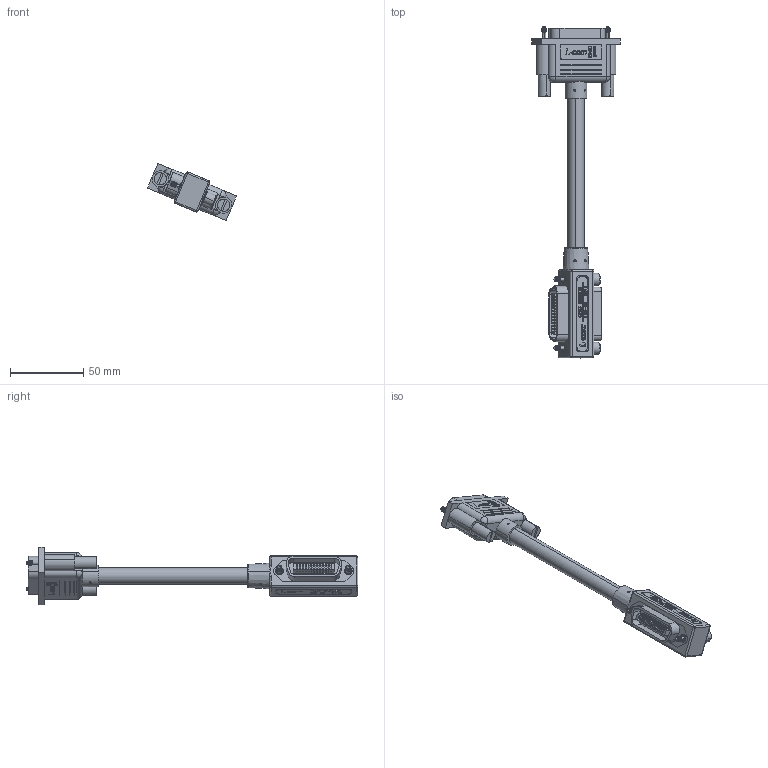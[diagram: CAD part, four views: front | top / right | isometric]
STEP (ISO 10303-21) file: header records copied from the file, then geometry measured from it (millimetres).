
FILE_DESCRIPTION (( 'STEP AP214' ), '1' );
FILE_NAME ('CMC24-05M.STEP', '2020-08-21T14:16:46', ( '' ), ( '' ), 'SwSTEP 2.0', 'SolidWorks 2018', '' );
FILE_SCHEMA (( 'AUTOMOTIVE_DESIGN' ));
Length unit declared in the file: inch
Products named in the file (13): 3AC03-021; CMC24-05M; 3AC01-009; 3AC01-008; 3AA07-013; 3AB05-003; 3AB05-011; 3AB05-004; MTN-064; MTN-065; 3AA07-027; 3AB05-012_cmc lables; 3AB05-005
Assembly tree (16 placements, depth 3):
  CMC24-05M
    3AC03-021
    3AB05-011
      MTN-064
      3AA07-013  x2
      3AB05-003
      3AB05-004
    3AC01-008  x2
    3AB05-012_cmc lables
      MTN-065
      3AA07-027  x2
      3AC01-009  x2
      3AB05-005
Bounding box: 60.5 x 225.93 x 39.1 mm (x, y, z)
Volume: 73839.2 mm3; surface area: 39075.9 mm2
Topology: 14 solids, 14 shells, 3880 faces, 9798 edges, 6403 vertices
Faces by surface type: plane 2512, bspline 531, cylinder 519, cone 292, torus 14, sphere 12
Entity records: 129418 total; most frequent: CARTESIAN_POINT 35150, ORIENTED_EDGE 16090, DIRECTION 14539, EDGE_CURVE 8045, VECTOR 6125, LINE 6125, VERTEX_POINT 5276, AXIS2_PLACEMENT_3D 4207
